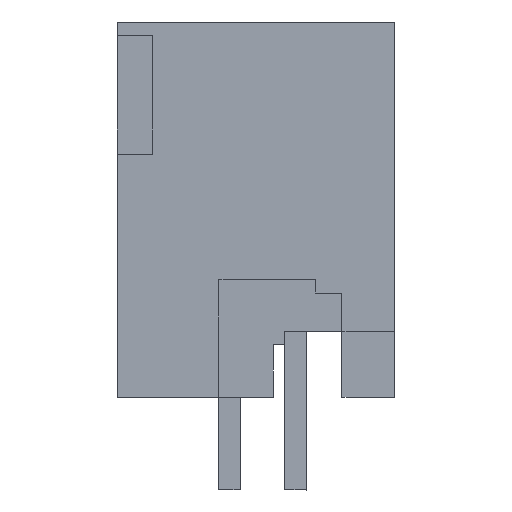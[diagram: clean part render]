
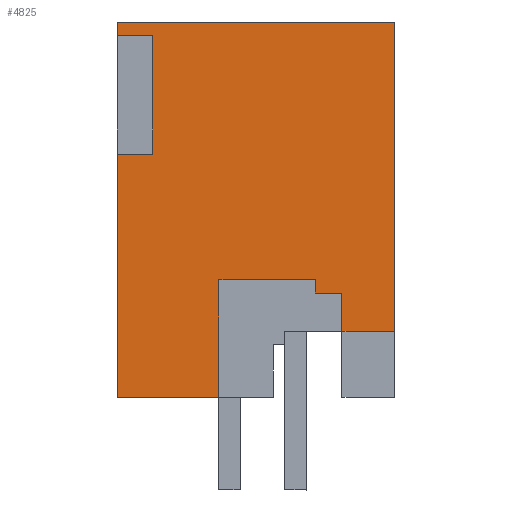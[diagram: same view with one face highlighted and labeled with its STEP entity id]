
A CAD part, left-side view. The second image highlights one B-rep face of the part: STEP entity #4825.
In plain terms, the highlighted planar face has unit normal (-1, 0, 0).
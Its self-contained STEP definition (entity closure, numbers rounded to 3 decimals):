
#4753=AXIS2_PLACEMENT_3D('Plane Axis2P3D',#4750,#4751,#4752) ;
#985=CARTESIAN_POINT('Vertex',(0.,6.65,3.5)) ;
#988=CARTESIAN_POINT('Line Origine',(0.,8.575,3.5)) ;
#992=CARTESIAN_POINT('Vertex',(0.,10.5,3.5)) ;
#2018=CARTESIAN_POINT('Vertex',(0.,2.,6.)) ;
#2021=CARTESIAN_POINT('Line Origine',(0.,2.,6.725)) ;
#2025=CARTESIAN_POINT('Vertex',(0.,2.,7.45)) ;
#2057=CARTESIAN_POINT('Line Origine',(0.,2.5,7.45)) ;
#2061=CARTESIAN_POINT('Vertex',(0.,3.,7.45)) ;
#2079=CARTESIAN_POINT('Line Origine',(0.,3.,7.7)) ;
#2083=CARTESIAN_POINT('Vertex',(0.,3.,7.95)) ;
#2108=CARTESIAN_POINT('Line Origine',(0.,4.825,7.95)) ;
#2112=CARTESIAN_POINT('Vertex',(0.,6.65,7.95)) ;
#2137=CARTESIAN_POINT('Line Origine',(0.,6.65,5.725)) ;
#4750=CARTESIAN_POINT('Axis2P3D Location',(0.,10.5,0.)) ;
#4755=CARTESIAN_POINT('Line Origine',(0.,10.5,8.1)) ;
#4759=CARTESIAN_POINT('Vertex',(0.,10.5,12.7)) ;
#4762=CARTESIAN_POINT('Line Origine',(0.,1.,6.)) ;
#4766=CARTESIAN_POINT('Vertex',(0.,0.,6.)) ;
#4769=CARTESIAN_POINT('Line Origine',(0.,0.,11.85)) ;
#4773=CARTESIAN_POINT('Vertex',(0.,0.,17.7)) ;
#4776=CARTESIAN_POINT('Line Origine',(0.,5.25,17.7)) ;
#4780=CARTESIAN_POINT('Vertex',(0.,10.5,17.7)) ;
#4783=CARTESIAN_POINT('Line Origine',(0.,10.5,17.45)) ;
#4787=CARTESIAN_POINT('Vertex',(0.,10.5,17.2)) ;
#4790=CARTESIAN_POINT('Line Origine',(0.,9.825,17.2)) ;
#4794=CARTESIAN_POINT('Vertex',(0.,9.15,17.2)) ;
#4797=CARTESIAN_POINT('Line Origine',(0.,9.15,14.95)) ;
#4801=CARTESIAN_POINT('Vertex',(0.,9.15,12.7)) ;
#4804=CARTESIAN_POINT('Line Origine',(0.,9.825,12.7)) ;
#989=DIRECTION('Vector Direction',(0.,1.,0.)) ;
#2022=DIRECTION('Vector Direction',(0.,0.,-1.)) ;
#2058=DIRECTION('Vector Direction',(0.,1.,0.)) ;
#2080=DIRECTION('Vector Direction',(0.,0.,1.)) ;
#2109=DIRECTION('Vector Direction',(0.,1.,0.)) ;
#2138=DIRECTION('Vector Direction',(0.,0.,1.)) ;
#4751=DIRECTION('Axis2P3D Direction',(-1.,0.,0.)) ;
#4752=DIRECTION('Axis2P3D XDirection',(0.,0.,1.)) ;
#4756=DIRECTION('Vector Direction',(0.,0.,1.)) ;
#4763=DIRECTION('Vector Direction',(0.,1.,0.)) ;
#4770=DIRECTION('Vector Direction',(0.,0.,1.)) ;
#4777=DIRECTION('Vector Direction',(0.,1.,0.)) ;
#4784=DIRECTION('Vector Direction',(0.,0.,1.)) ;
#4791=DIRECTION('Vector Direction',(0.,-1.,0.)) ;
#4798=DIRECTION('Vector Direction',(0.,0.,-1.)) ;
#4805=DIRECTION('Vector Direction',(0.,-1.,0.)) ;
#990=VECTOR('Line Direction',#989,1.) ;
#2023=VECTOR('Line Direction',#2022,1.) ;
#2059=VECTOR('Line Direction',#2058,1.) ;
#2081=VECTOR('Line Direction',#2080,1.) ;
#2110=VECTOR('Line Direction',#2109,1.) ;
#2139=VECTOR('Line Direction',#2138,1.) ;
#4757=VECTOR('Line Direction',#4756,1.) ;
#4764=VECTOR('Line Direction',#4763,1.) ;
#4771=VECTOR('Line Direction',#4770,1.) ;
#4778=VECTOR('Line Direction',#4777,1.) ;
#4785=VECTOR('Line Direction',#4784,1.) ;
#4792=VECTOR('Line Direction',#4791,1.) ;
#4799=VECTOR('Line Direction',#4798,1.) ;
#4806=VECTOR('Line Direction',#4805,1.) ;
#4810=ORIENTED_EDGE('',*,*,#4761,.T.) ;
#4811=ORIENTED_EDGE('',*,*,#994,.T.) ;
#4812=ORIENTED_EDGE('',*,*,#2141,.T.) ;
#4813=ORIENTED_EDGE('',*,*,#2114,.T.) ;
#4814=ORIENTED_EDGE('',*,*,#2085,.T.) ;
#4815=ORIENTED_EDGE('',*,*,#2063,.T.) ;
#4816=ORIENTED_EDGE('',*,*,#2027,.T.) ;
#4817=ORIENTED_EDGE('',*,*,#4768,.T.) ;
#4818=ORIENTED_EDGE('',*,*,#4775,.T.) ;
#4819=ORIENTED_EDGE('',*,*,#4782,.T.) ;
#4820=ORIENTED_EDGE('',*,*,#4789,.T.) ;
#4821=ORIENTED_EDGE('',*,*,#4796,.F.) ;
#4822=ORIENTED_EDGE('',*,*,#4803,.F.) ;
#4823=ORIENTED_EDGE('',*,*,#4808,.F.) ;
#4825=ADVANCED_FACE('HOUSING',(#4824),#4754,.T.) ;
#994=EDGE_CURVE('',#993,#986,#991,.F.) ;
#2027=EDGE_CURVE('',#2026,#2019,#2024,.T.) ;
#2063=EDGE_CURVE('',#2062,#2026,#2060,.F.) ;
#2085=EDGE_CURVE('',#2084,#2062,#2082,.F.) ;
#2114=EDGE_CURVE('',#2113,#2084,#2111,.F.) ;
#2141=EDGE_CURVE('',#986,#2113,#2140,.T.) ;
#4761=EDGE_CURVE('',#4760,#993,#4758,.F.) ;
#4768=EDGE_CURVE('',#2019,#4767,#4765,.F.) ;
#4775=EDGE_CURVE('',#4767,#4774,#4772,.T.) ;
#4782=EDGE_CURVE('',#4774,#4781,#4779,.T.) ;
#4789=EDGE_CURVE('',#4781,#4788,#4786,.F.) ;
#4796=EDGE_CURVE('',#4795,#4788,#4793,.F.) ;
#4803=EDGE_CURVE('',#4802,#4795,#4800,.F.) ;
#4808=EDGE_CURVE('',#4760,#4802,#4807,.T.) ;
#4809=EDGE_LOOP('',(#4810,#4811,#4812,#4813,#4814,#4815,#4816,#4817,#4818,#4819,#4820,#4821,#4822,#4823)) ;
#4824=FACE_OUTER_BOUND('',#4809,.T.) ;
#991=LINE('Line',#988,#990) ;
#2024=LINE('Line',#2021,#2023) ;
#2060=LINE('Line',#2057,#2059) ;
#2082=LINE('Line',#2079,#2081) ;
#2111=LINE('Line',#2108,#2110) ;
#2140=LINE('Line',#2137,#2139) ;
#4758=LINE('Line',#4755,#4757) ;
#4765=LINE('Line',#4762,#4764) ;
#4772=LINE('Line',#4769,#4771) ;
#4779=LINE('Line',#4776,#4778) ;
#4786=LINE('Line',#4783,#4785) ;
#4793=LINE('Line',#4790,#4792) ;
#4800=LINE('Line',#4797,#4799) ;
#4807=LINE('Line',#4804,#4806) ;
#4754=PLANE('',#4753) ;
#986=VERTEX_POINT('',#985) ;
#993=VERTEX_POINT('',#992) ;
#2019=VERTEX_POINT('',#2018) ;
#2026=VERTEX_POINT('',#2025) ;
#2062=VERTEX_POINT('',#2061) ;
#2084=VERTEX_POINT('',#2083) ;
#2113=VERTEX_POINT('',#2112) ;
#4760=VERTEX_POINT('',#4759) ;
#4767=VERTEX_POINT('',#4766) ;
#4774=VERTEX_POINT('',#4773) ;
#4781=VERTEX_POINT('',#4780) ;
#4788=VERTEX_POINT('',#4787) ;
#4795=VERTEX_POINT('',#4794) ;
#4802=VERTEX_POINT('',#4801) ;
